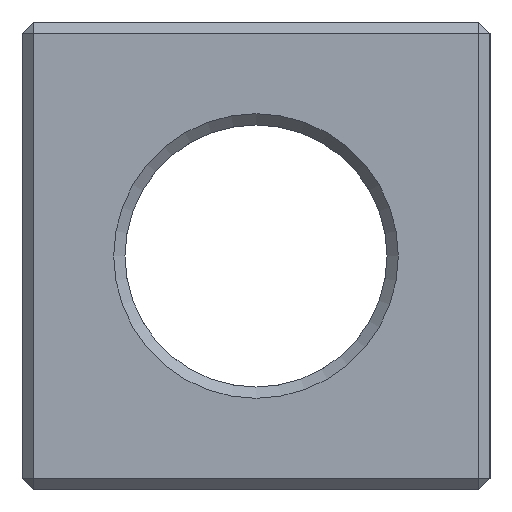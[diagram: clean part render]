
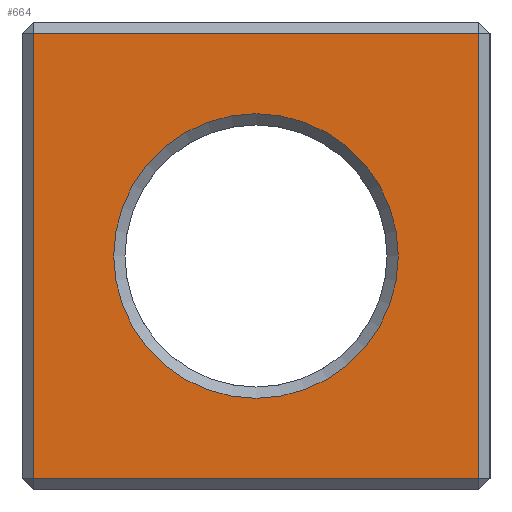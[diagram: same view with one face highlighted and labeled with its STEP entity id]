
A CAD part, left-side view. The second image highlights one B-rep face of the part: STEP entity #664.
In plain terms, the highlighted planar face has unit normal (-1, 0, 0).
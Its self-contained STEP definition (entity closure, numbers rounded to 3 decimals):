
#44 = PLANE('',#45);
#45 = AXIS2_PLACEMENT_3D('',#46,#47,#48);
#46 = CARTESIAN_POINT('',(0.15,12.5,0.15));
#47 = DIRECTION('',(-0.707,0.,-0.707));
#48 = DIRECTION('',(0.,-1.,-0.));
#204 = VERTEX_POINT('',#205);
#205 = CARTESIAN_POINT('',(0.,12.2,0.3));
#233 = VERTEX_POINT('',#234);
#234 = CARTESIAN_POINT('',(0.,0.3,0.3));
#260 = EDGE_CURVE('',#204,#233,#261,.T.);
#261 = SURFACE_CURVE('',#262,(#266,#273),.PCURVE_S1.);
#262 = LINE('',#263,#264);
#263 = CARTESIAN_POINT('',(0.,12.5,0.3));
#264 = VECTOR('',#265,1.);
#265 = DIRECTION('',(0.,-1.,0.));
#266 = PCURVE('',#44,#267);
#267 = DEFINITIONAL_REPRESENTATION('',(#268),#272);
#268 = LINE('',#269,#270);
#269 = CARTESIAN_POINT('',(-0.,0.212));
#270 = VECTOR('',#271,1.);
#271 = DIRECTION('',(1.,0.));
#272 = ( GEOMETRIC_REPRESENTATION_CONTEXT(2) 
PARAMETRIC_REPRESENTATION_CONTEXT() REPRESENTATION_CONTEXT('2D SPACE',''
  ) );
#273 = PCURVE('',#274,#279);
#274 = PLANE('',#275);
#275 = AXIS2_PLACEMENT_3D('',#276,#277,#278);
#276 = CARTESIAN_POINT('',(0.,12.5,0.));
#277 = DIRECTION('',(1.,0.,0.));
#278 = DIRECTION('',(0.,-1.,0.));
#279 = DEFINITIONAL_REPRESENTATION('',(#280),#284);
#280 = LINE('',#281,#282);
#281 = CARTESIAN_POINT('',(0.,-0.3));
#282 = VECTOR('',#283,1.);
#283 = DIRECTION('',(1.,0.));
#284 = ( GEOMETRIC_REPRESENTATION_CONTEXT(2) 
PARAMETRIC_REPRESENTATION_CONTEXT() REPRESENTATION_CONTEXT('2D SPACE',''
  ) );
#653 = PLANE('',#654);
#654 = AXIS2_PLACEMENT_3D('',#655,#656,#657);
#655 = CARTESIAN_POINT('',(0.15,12.35,0.));
#656 = DIRECTION('',(-0.707,0.707,0.));
#657 = DIRECTION('',(0.,0.,-1.));
#664 = ADVANCED_FACE('',(#665,#745),#274,.F.);
#665 = FACE_BOUND('',#666,.F.);
#666 = EDGE_LOOP('',(#667,#690,#718,#744));
#667 = ORIENTED_EDGE('',*,*,#668,.T.);
#668 = EDGE_CURVE('',#204,#669,#671,.T.);
#669 = VERTEX_POINT('',#670);
#670 = CARTESIAN_POINT('',(0.,12.2,12.2));
#671 = SURFACE_CURVE('',#672,(#676,#683),.PCURVE_S1.);
#672 = LINE('',#673,#674);
#673 = CARTESIAN_POINT('',(0.,12.2,0.));
#674 = VECTOR('',#675,1.);
#675 = DIRECTION('',(0.,0.,1.));
#676 = PCURVE('',#274,#677);
#677 = DEFINITIONAL_REPRESENTATION('',(#678),#682);
#678 = LINE('',#679,#680);
#679 = CARTESIAN_POINT('',(0.3,0.));
#680 = VECTOR('',#681,1.);
#681 = DIRECTION('',(0.,-1.));
#682 = ( GEOMETRIC_REPRESENTATION_CONTEXT(2) 
PARAMETRIC_REPRESENTATION_CONTEXT() REPRESENTATION_CONTEXT('2D SPACE',''
  ) );
#683 = PCURVE('',#653,#684);
#684 = DEFINITIONAL_REPRESENTATION('',(#685),#689);
#685 = LINE('',#686,#687);
#686 = CARTESIAN_POINT('',(-0.,0.212));
#687 = VECTOR('',#688,1.);
#688 = DIRECTION('',(-1.,-0.));
#689 = ( GEOMETRIC_REPRESENTATION_CONTEXT(2) 
PARAMETRIC_REPRESENTATION_CONTEXT() REPRESENTATION_CONTEXT('2D SPACE',''
  ) );
#690 = ORIENTED_EDGE('',*,*,#691,.T.);
#691 = EDGE_CURVE('',#669,#692,#694,.T.);
#692 = VERTEX_POINT('',#693);
#693 = CARTESIAN_POINT('',(0.,0.3,12.2));
#694 = SURFACE_CURVE('',#695,(#699,#706),.PCURVE_S1.);
#695 = LINE('',#696,#697);
#696 = CARTESIAN_POINT('',(0.,12.5,12.2));
#697 = VECTOR('',#698,1.);
#698 = DIRECTION('',(0.,-1.,0.));
#699 = PCURVE('',#274,#700);
#700 = DEFINITIONAL_REPRESENTATION('',(#701),#705);
#701 = LINE('',#702,#703);
#702 = CARTESIAN_POINT('',(0.,-12.2));
#703 = VECTOR('',#704,1.);
#704 = DIRECTION('',(1.,0.));
#705 = ( GEOMETRIC_REPRESENTATION_CONTEXT(2) 
PARAMETRIC_REPRESENTATION_CONTEXT() REPRESENTATION_CONTEXT('2D SPACE',''
  ) );
#706 = PCURVE('',#707,#712);
#707 = PLANE('',#708);
#708 = AXIS2_PLACEMENT_3D('',#709,#710,#711);
#709 = CARTESIAN_POINT('',(0.15,12.5,12.35));
#710 = DIRECTION('',(0.707,0.,-0.707));
#711 = DIRECTION('',(0.,-1.,0.));
#712 = DEFINITIONAL_REPRESENTATION('',(#713),#717);
#713 = LINE('',#714,#715);
#714 = CARTESIAN_POINT('',(-0.,0.212));
#715 = VECTOR('',#716,1.);
#716 = DIRECTION('',(1.,0.));
#717 = ( GEOMETRIC_REPRESENTATION_CONTEXT(2) 
PARAMETRIC_REPRESENTATION_CONTEXT() REPRESENTATION_CONTEXT('2D SPACE',''
  ) );
#718 = ORIENTED_EDGE('',*,*,#719,.F.);
#719 = EDGE_CURVE('',#233,#692,#720,.T.);
#720 = SURFACE_CURVE('',#721,(#725,#732),.PCURVE_S1.);
#721 = LINE('',#722,#723);
#722 = CARTESIAN_POINT('',(0.,0.3,0.));
#723 = VECTOR('',#724,1.);
#724 = DIRECTION('',(0.,0.,1.));
#725 = PCURVE('',#274,#726);
#726 = DEFINITIONAL_REPRESENTATION('',(#727),#731);
#727 = LINE('',#728,#729);
#728 = CARTESIAN_POINT('',(12.2,0.));
#729 = VECTOR('',#730,1.);
#730 = DIRECTION('',(0.,-1.));
#731 = ( GEOMETRIC_REPRESENTATION_CONTEXT(2) 
PARAMETRIC_REPRESENTATION_CONTEXT() REPRESENTATION_CONTEXT('2D SPACE',''
  ) );
#732 = PCURVE('',#733,#738);
#733 = PLANE('',#734);
#734 = AXIS2_PLACEMENT_3D('',#735,#736,#737);
#735 = CARTESIAN_POINT('',(0.15,0.15,0.));
#736 = DIRECTION('',(-0.707,-0.707,0.));
#737 = DIRECTION('',(-0.,0.,-1.));
#738 = DEFINITIONAL_REPRESENTATION('',(#739),#743);
#739 = LINE('',#740,#741);
#740 = CARTESIAN_POINT('',(0.,-0.212));
#741 = VECTOR('',#742,1.);
#742 = DIRECTION('',(-1.,0.));
#743 = ( GEOMETRIC_REPRESENTATION_CONTEXT(2) 
PARAMETRIC_REPRESENTATION_CONTEXT() REPRESENTATION_CONTEXT('2D SPACE',''
  ) );
#744 = ORIENTED_EDGE('',*,*,#260,.F.);
#745 = FACE_BOUND('',#746,.F.);
#746 = EDGE_LOOP('',(#747));
#747 = ORIENTED_EDGE('',*,*,#748,.T.);
#748 = EDGE_CURVE('',#749,#749,#751,.T.);
#749 = VERTEX_POINT('',#750);
#750 = CARTESIAN_POINT('',(0.,2.45,6.25));
#751 = SURFACE_CURVE('',#752,(#757,#768),.PCURVE_S1.);
#752 = CIRCLE('',#753,3.8);
#753 = AXIS2_PLACEMENT_3D('',#754,#755,#756);
#754 = CARTESIAN_POINT('',(0.,6.25,6.25));
#755 = DIRECTION('',(-1.,0.,0.));
#756 = DIRECTION('',(0.,-1.,0.));
#757 = PCURVE('',#274,#758);
#758 = DEFINITIONAL_REPRESENTATION('',(#759),#767);
#759 = ( BOUNDED_CURVE() B_SPLINE_CURVE(2,(#760,#761,#762,#763,#764,#765
,#766),.UNSPECIFIED.,.T.,.F.) B_SPLINE_CURVE_WITH_KNOTS((1,2,2,2,2,1),(
    -2.094,0.,2.094,4.189,6.283,
8.378),.UNSPECIFIED.) CURVE() GEOMETRIC_REPRESENTATION_ITEM() 
RATIONAL_B_SPLINE_CURVE((1.,0.5,1.,0.5,1.,0.5,1.)) REPRESENTATION_ITEM(
  '') );
#760 = CARTESIAN_POINT('',(10.05,-6.25));
#761 = CARTESIAN_POINT('',(10.05,-12.832));
#762 = CARTESIAN_POINT('',(4.35,-9.541));
#763 = CARTESIAN_POINT('',(-1.35,-6.25));
#764 = CARTESIAN_POINT('',(4.35,-2.959));
#765 = CARTESIAN_POINT('',(10.05,0.332));
#766 = CARTESIAN_POINT('',(10.05,-6.25));
#767 = ( GEOMETRIC_REPRESENTATION_CONTEXT(2) 
PARAMETRIC_REPRESENTATION_CONTEXT() REPRESENTATION_CONTEXT('2D SPACE',''
  ) );
#768 = PCURVE('',#769,#774);
#769 = CONICAL_SURFACE('',#770,3.5,0.785);
#770 = AXIS2_PLACEMENT_3D('',#771,#772,#773);
#771 = CARTESIAN_POINT('',(0.3,6.25,6.25));
#772 = DIRECTION('',(-1.,-0.,-0.));
#773 = DIRECTION('',(0.,-1.,0.));
#774 = DEFINITIONAL_REPRESENTATION('',(#775),#779);
#775 = LINE('',#776,#777);
#776 = CARTESIAN_POINT('',(0.,0.3));
#777 = VECTOR('',#778,1.);
#778 = DIRECTION('',(1.,-0.));
#779 = ( GEOMETRIC_REPRESENTATION_CONTEXT(2) 
PARAMETRIC_REPRESENTATION_CONTEXT() REPRESENTATION_CONTEXT('2D SPACE',''
  ) );
